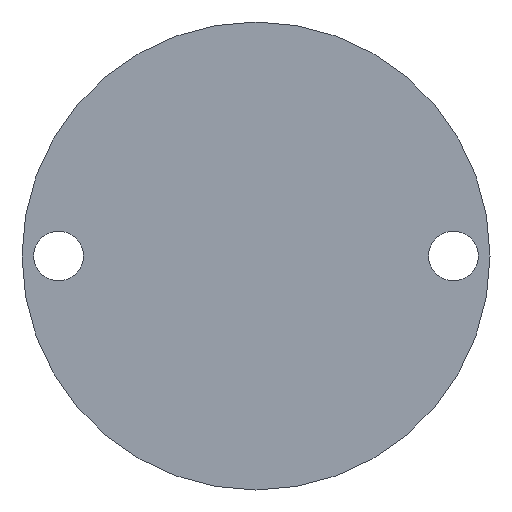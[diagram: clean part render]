
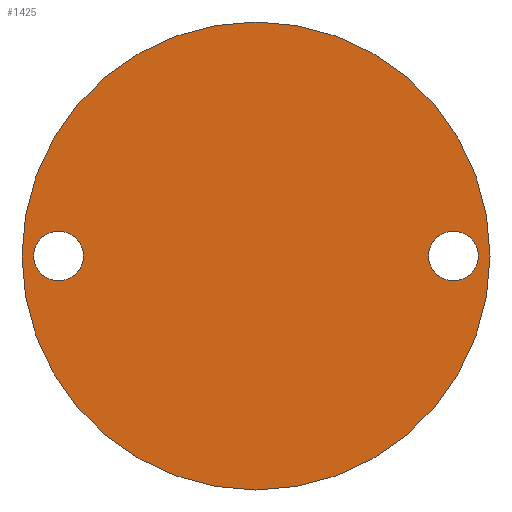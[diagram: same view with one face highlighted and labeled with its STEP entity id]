
A CAD part, front view. The second image highlights one B-rep face of the part: STEP entity #1425.
In plain terms, the highlighted planar face has unit normal (0, -1, 0).
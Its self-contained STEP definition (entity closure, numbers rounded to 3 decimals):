
#22 = EDGE_CURVE ( 'NONE', #1543, #400, #1234, .T. ) ;
#62 = VERTEX_POINT ( 'NONE', #668 ) ;
#184 = CARTESIAN_POINT ( 'NONE',  ( -38., 0., 0. ) ) ;
#248 = PLANE ( 'NONE',  #1501 ) ;
#315 = EDGE_CURVE ( 'NONE', #400, #1543, #742, .T. ) ;
#338 = AXIS2_PLACEMENT_3D ( 'NONE', #804, #1550, #1421 ) ;
#364 = DIRECTION ( 'NONE',  ( 0., -1., 0. ) ) ;
#378 = ORIENTED_EDGE ( 'NONE', *, *, #1764, .T. ) ;
#388 = AXIS2_PLACEMENT_3D ( 'NONE', #861, #1807, #1349 ) ;
#400 = VERTEX_POINT ( 'NONE', #1278 ) ;
#521 = EDGE_LOOP ( 'NONE', ( #1074, #1407 ) ) ;
#566 = VERTEX_POINT ( 'NONE', #184 ) ;
#568 = ORIENTED_EDGE ( 'NONE', *, *, #1112, .T. ) ;
#662 = CARTESIAN_POINT ( 'NONE',  ( 0., 0., 0. ) ) ;
#668 = CARTESIAN_POINT ( 'NONE',  ( 38., 0., 0. ) ) ;
#678 = DIRECTION ( 'NONE',  ( 1., 0., 0. ) ) ;
#683 = DIRECTION ( 'NONE',  ( 0., 1., 0. ) ) ;
#742 = CIRCLE ( 'NONE', #808, 40. ) ;
#772 = VERTEX_POINT ( 'NONE', #1310 ) ;
#796 = EDGE_CURVE ( 'NONE', #772, #566, #1482, .T. ) ;
#804 = CARTESIAN_POINT ( 'NONE',  ( 33.75, 0., 0. ) ) ;
#808 = AXIS2_PLACEMENT_3D ( 'NONE', #662, #825, #1631 ) ;
#822 = DIRECTION ( 'NONE',  ( 0., 1., 0. ) ) ;
#825 = DIRECTION ( 'NONE',  ( 0., -1., 0. ) ) ;
#829 = CARTESIAN_POINT ( 'NONE',  ( 33.75, 0., 0. ) ) ;
#847 = FACE_OUTER_BOUND ( 'NONE', #521, .T. ) ;
#861 = CARTESIAN_POINT ( 'NONE',  ( -33.75, 0., 0. ) ) ;
#929 = ORIENTED_EDGE ( 'NONE', *, *, #796, .T. ) ;
#970 = CARTESIAN_POINT ( 'NONE',  ( -33.75, 0., 0. ) ) ;
#1023 = EDGE_LOOP ( 'NONE', ( #1991, #378 ) ) ;
#1071 = AXIS2_PLACEMENT_3D ( 'NONE', #970, #683, #1611 ) ;
#1074 = ORIENTED_EDGE ( 'NONE', *, *, #22, .T. ) ;
#1112 = EDGE_CURVE ( 'NONE', #566, #772, #1121, .T. ) ;
#1121 = CIRCLE ( 'NONE', #388, 4.25 ) ;
#1130 = AXIS2_PLACEMENT_3D ( 'NONE', #1600, #364, #678 ) ;
#1147 = CIRCLE ( 'NONE', #338, 4.25 ) ;
#1166 = DIRECTION ( 'NONE',  ( 0., 1., 0. ) ) ;
#1234 = CIRCLE ( 'NONE', #1130, 40. ) ;
#1278 = CARTESIAN_POINT ( 'NONE',  ( -40., 0., 0. ) ) ;
#1310 = CARTESIAN_POINT ( 'NONE',  ( -29.5, 0., 0. ) ) ;
#1327 = FACE_BOUND ( 'NONE', #1023, .T. ) ;
#1342 = DIRECTION ( 'NONE',  ( -1., 0., 0. ) ) ;
#1349 = DIRECTION ( 'NONE',  ( -1., 0., 0. ) ) ;
#1383 = CARTESIAN_POINT ( 'NONE',  ( 40., 0., 0. ) ) ;
#1407 = ORIENTED_EDGE ( 'NONE', *, *, #315, .T. ) ;
#1421 = DIRECTION ( 'NONE',  ( -1., 0., 0. ) ) ;
#1425 = ADVANCED_FACE ( 'NONE', ( #1635, #1327, #847 ), #248, .F. ) ;
#1471 = DIRECTION ( 'NONE',  ( -1., 0., 0. ) ) ;
#1476 = EDGE_LOOP ( 'NONE', ( #568, #929 ) ) ;
#1482 = CIRCLE ( 'NONE', #1071, 4.25 ) ;
#1501 = AXIS2_PLACEMENT_3D ( 'NONE', #1943, #1166, #1342 ) ;
#1543 = VERTEX_POINT ( 'NONE', #1383 ) ;
#1550 = DIRECTION ( 'NONE',  ( 0., 1., 0. ) ) ;
#1600 = CARTESIAN_POINT ( 'NONE',  ( 0., 0., 0. ) ) ;
#1611 = DIRECTION ( 'NONE',  ( -1., 0., 0. ) ) ;
#1619 = AXIS2_PLACEMENT_3D ( 'NONE', #829, #822, #1471 ) ;
#1631 = DIRECTION ( 'NONE',  ( 1., 0., 0. ) ) ;
#1635 = FACE_BOUND ( 'NONE', #1476, .T. ) ;
#1659 = CIRCLE ( 'NONE', #1619, 4.25 ) ;
#1733 = EDGE_CURVE ( 'NONE', #1829, #62, #1147, .T. ) ;
#1764 = EDGE_CURVE ( 'NONE', #62, #1829, #1659, .T. ) ;
#1807 = DIRECTION ( 'NONE',  ( 0., 1., 0. ) ) ;
#1829 = VERTEX_POINT ( 'NONE', #1907 ) ;
#1907 = CARTESIAN_POINT ( 'NONE',  ( 29.5, 0., 0. ) ) ;
#1943 = CARTESIAN_POINT ( 'NONE',  ( 0., 0., 0. ) ) ;
#1991 = ORIENTED_EDGE ( 'NONE', *, *, #1733, .T. ) ;
